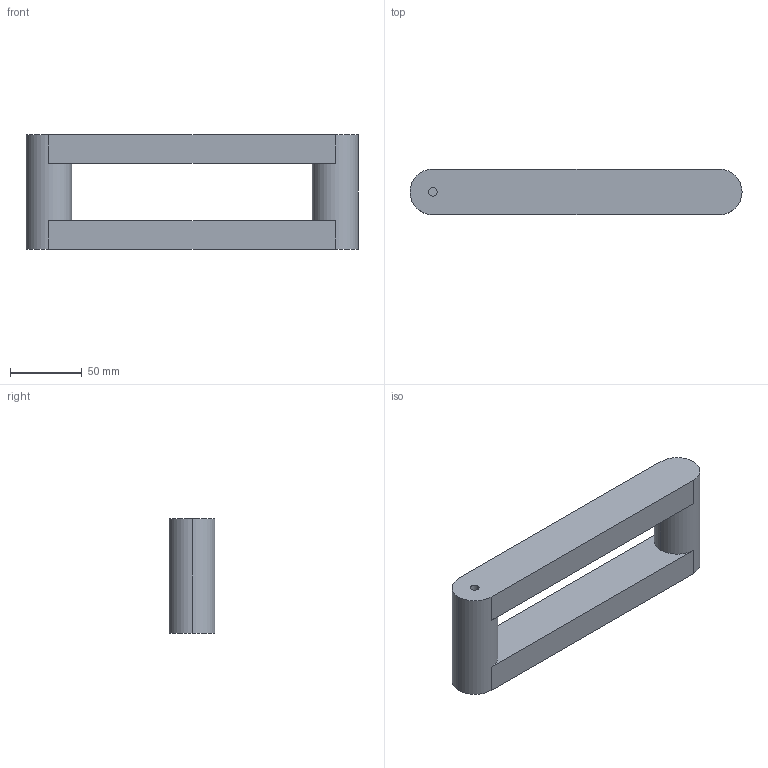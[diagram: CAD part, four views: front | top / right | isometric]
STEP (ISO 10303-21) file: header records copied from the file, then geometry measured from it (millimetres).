
FILE_DESCRIPTION (( 'STEP AP203' ), '1' );
FILE_NAME ('Joint2_Default_sldprt.STEP', '2022-12-13T17:38:57', ( '' ), ( '' ), 'SwSTEP 2.0', 'SolidWorks 2022', '' );
FILE_SCHEMA (( 'CONFIG_CONTROL_DESIGN' ));
Length unit declared in the file: millimetre
Products named in the file (1): Joint2_Default_sldprt
Bounding box: 232 x 32 x 80 mm (x, y, z)
Volume: 351916 mm3; surface area: 54059.6 mm2
Topology: 1 solids, 1 shells, 15 faces, 42 edges, 28 vertices
Faces by surface type: plane 9, cylinder 6
Entity records: 577 total; most frequent: DIRECTION 94, CARTESIAN_POINT 86, ORIENTED_EDGE 84, EDGE_CURVE 42, AXIS2_PLACEMENT_3D 36, VERTEX_POINT 28, VECTOR 22, LINE 22
